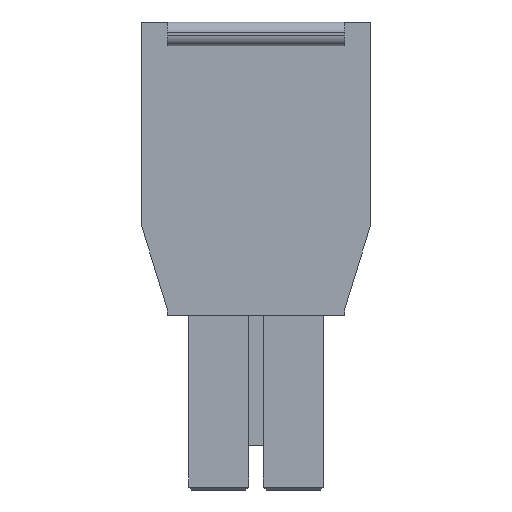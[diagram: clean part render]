
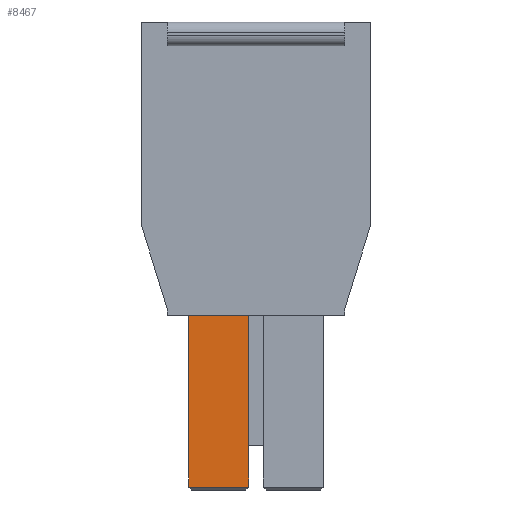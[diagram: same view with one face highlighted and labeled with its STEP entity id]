
A CAD part, front view. The second image highlights one B-rep face of the part: STEP entity #8467.
In plain terms, the highlighted planar face has unit normal (0, -1, 0).
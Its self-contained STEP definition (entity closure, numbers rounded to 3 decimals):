
#212 = PLANE('',#213);
#213 = AXIS2_PLACEMENT_3D('',#214,#215,#216);
#214 = CARTESIAN_POINT('',(2.97,-2.95,0.));
#215 = DIRECTION('',(0.,0.,-1.));
#216 = DIRECTION('',(-1.,0.,0.));
#7256 = VERTEX_POINT('',#7257);
#7257 = CARTESIAN_POINT('',(-2.26,-2.245,0.));
#7273 = PLANE('',#7274);
#7274 = AXIS2_PLACEMENT_3D('',#7275,#7276,#7277);
#7275 = CARTESIAN_POINT('',(-2.26,-2.245,0.));
#7276 = DIRECTION('',(-1.,0.,0.));
#7277 = DIRECTION('',(0.,1.,0.));
#7314 = VERTEX_POINT('',#7315);
#7315 = CARTESIAN_POINT('',(-0.24,-2.245,0.));
#7329 = PLANE('',#7330);
#7330 = AXIS2_PLACEMENT_3D('',#7331,#7332,#7333);
#7331 = CARTESIAN_POINT('',(-0.24,-0.255,0.));
#7332 = DIRECTION('',(1.,0.,0.));
#7333 = DIRECTION('',(0.,-1.,0.));
#7341 = EDGE_CURVE('',#7314,#7256,#7342,.T.);
#7342 = SURFACE_CURVE('',#7343,(#7347,#7354),.PCURVE_S1.);
#7343 = LINE('',#7344,#7345);
#7344 = CARTESIAN_POINT('',(-0.24,-2.245,0.));
#7345 = VECTOR('',#7346,1.);
#7346 = DIRECTION('',(-1.,0.,0.));
#7347 = PCURVE('',#212,#7348);
#7348 = DEFINITIONAL_REPRESENTATION('',(#7349),#7353);
#7349 = LINE('',#7350,#7351);
#7350 = CARTESIAN_POINT('',(3.21,0.705));
#7351 = VECTOR('',#7352,1.);
#7352 = DIRECTION('',(1.,0.));
#7353 = ( GEOMETRIC_REPRESENTATION_CONTEXT(2) 
PARAMETRIC_REPRESENTATION_CONTEXT() REPRESENTATION_CONTEXT('2D SPACE',''
  ) );
#7354 = PCURVE('',#7355,#7360);
#7355 = PLANE('',#7356);
#7356 = AXIS2_PLACEMENT_3D('',#7357,#7358,#7359);
#7357 = CARTESIAN_POINT('',(-0.24,-2.245,0.));
#7358 = DIRECTION('',(0.,-1.,0.));
#7359 = DIRECTION('',(-1.,0.,0.));
#7360 = DEFINITIONAL_REPRESENTATION('',(#7361),#7365);
#7361 = LINE('',#7362,#7363);
#7362 = CARTESIAN_POINT('',(0.,-0.));
#7363 = VECTOR('',#7364,1.);
#7364 = DIRECTION('',(1.,0.));
#7365 = ( GEOMETRIC_REPRESENTATION_CONTEXT(2) 
PARAMETRIC_REPRESENTATION_CONTEXT() REPRESENTATION_CONTEXT('2D SPACE',''
  ) );
#7371 = VERTEX_POINT('',#7372);
#7372 = CARTESIAN_POINT('',(-2.26,-2.245,-5.75));
#7422 = EDGE_CURVE('',#7256,#7371,#7423,.T.);
#7423 = SURFACE_CURVE('',#7424,(#7428,#7435),.PCURVE_S1.);
#7424 = LINE('',#7425,#7426);
#7425 = CARTESIAN_POINT('',(-2.26,-2.245,0.));
#7426 = VECTOR('',#7427,1.);
#7427 = DIRECTION('',(0.,0.,-1.));
#7428 = PCURVE('',#7273,#7429);
#7429 = DEFINITIONAL_REPRESENTATION('',(#7430),#7434);
#7430 = LINE('',#7431,#7432);
#7431 = CARTESIAN_POINT('',(0.,0.));
#7432 = VECTOR('',#7433,1.);
#7433 = DIRECTION('',(0.,1.));
#7434 = ( GEOMETRIC_REPRESENTATION_CONTEXT(2) 
PARAMETRIC_REPRESENTATION_CONTEXT() REPRESENTATION_CONTEXT('2D SPACE',''
  ) );
#7435 = PCURVE('',#7355,#7436);
#7436 = DEFINITIONAL_REPRESENTATION('',(#7437),#7441);
#7437 = LINE('',#7438,#7439);
#7438 = CARTESIAN_POINT('',(2.02,0.));
#7439 = VECTOR('',#7440,1.);
#7440 = DIRECTION('',(0.,1.));
#7441 = ( GEOMETRIC_REPRESENTATION_CONTEXT(2) 
PARAMETRIC_REPRESENTATION_CONTEXT() REPRESENTATION_CONTEXT('2D SPACE',''
  ) );
#7463 = PLANE('',#7464);
#7464 = AXIS2_PLACEMENT_3D('',#7465,#7466,#7467);
#7465 = CARTESIAN_POINT('',(-1.25,-2.195,-5.8));
#7466 = DIRECTION('',(0.,-0.707,-0.707));
#7467 = DIRECTION('',(0.,-0.707,0.707));
#7556 = EDGE_CURVE('',#7557,#7371,#7559,.T.);
#7557 = VERTEX_POINT('',#7558);
#7558 = CARTESIAN_POINT('',(-0.24,-2.245,-5.75));
#7559 = SURFACE_CURVE('',#7560,(#7564,#7571),.PCURVE_S1.);
#7560 = LINE('',#7561,#7562);
#7561 = CARTESIAN_POINT('',(-0.24,-2.245,-5.75));
#7562 = VECTOR('',#7563,1.);
#7563 = DIRECTION('',(-1.,0.,0.));
#7564 = PCURVE('',#7463,#7565);
#7565 = DEFINITIONAL_REPRESENTATION('',(#7566),#7570);
#7566 = LINE('',#7567,#7568);
#7567 = CARTESIAN_POINT('',(0.071,-1.01));
#7568 = VECTOR('',#7569,1.);
#7569 = DIRECTION('',(0.,1.));
#7570 = ( GEOMETRIC_REPRESENTATION_CONTEXT(2) 
PARAMETRIC_REPRESENTATION_CONTEXT() REPRESENTATION_CONTEXT('2D SPACE',''
  ) );
#7571 = PCURVE('',#7355,#7572);
#7572 = DEFINITIONAL_REPRESENTATION('',(#7573),#7577);
#7573 = LINE('',#7574,#7575);
#7574 = CARTESIAN_POINT('',(0.,5.75));
#7575 = VECTOR('',#7576,1.);
#7576 = DIRECTION('',(1.,0.));
#7577 = ( GEOMETRIC_REPRESENTATION_CONTEXT(2) 
PARAMETRIC_REPRESENTATION_CONTEXT() REPRESENTATION_CONTEXT('2D SPACE',''
  ) );
#8438 = EDGE_CURVE('',#7314,#7557,#8439,.T.);
#8439 = SURFACE_CURVE('',#8440,(#8444,#8451),.PCURVE_S1.);
#8440 = LINE('',#8441,#8442);
#8441 = CARTESIAN_POINT('',(-0.24,-2.245,0.));
#8442 = VECTOR('',#8443,1.);
#8443 = DIRECTION('',(0.,0.,-1.));
#8444 = PCURVE('',#7329,#8445);
#8445 = DEFINITIONAL_REPRESENTATION('',(#8446),#8450);
#8446 = LINE('',#8447,#8448);
#8447 = CARTESIAN_POINT('',(1.99,0.));
#8448 = VECTOR('',#8449,1.);
#8449 = DIRECTION('',(0.,1.));
#8450 = ( GEOMETRIC_REPRESENTATION_CONTEXT(2) 
PARAMETRIC_REPRESENTATION_CONTEXT() REPRESENTATION_CONTEXT('2D SPACE',''
  ) );
#8451 = PCURVE('',#7355,#8452);
#8452 = DEFINITIONAL_REPRESENTATION('',(#8453),#8457);
#8453 = LINE('',#8454,#8455);
#8454 = CARTESIAN_POINT('',(0.,-0.));
#8455 = VECTOR('',#8456,1.);
#8456 = DIRECTION('',(0.,1.));
#8457 = ( GEOMETRIC_REPRESENTATION_CONTEXT(2) 
PARAMETRIC_REPRESENTATION_CONTEXT() REPRESENTATION_CONTEXT('2D SPACE',''
  ) );
#8467 = ADVANCED_FACE('',(#8468),#7355,.T.);
#8468 = FACE_BOUND('',#8469,.F.);
#8469 = EDGE_LOOP('',(#8470,#8471,#8472,#8473));
#8470 = ORIENTED_EDGE('',*,*,#7556,.T.);
#8471 = ORIENTED_EDGE('',*,*,#7422,.F.);
#8472 = ORIENTED_EDGE('',*,*,#7341,.F.);
#8473 = ORIENTED_EDGE('',*,*,#8438,.T.);
